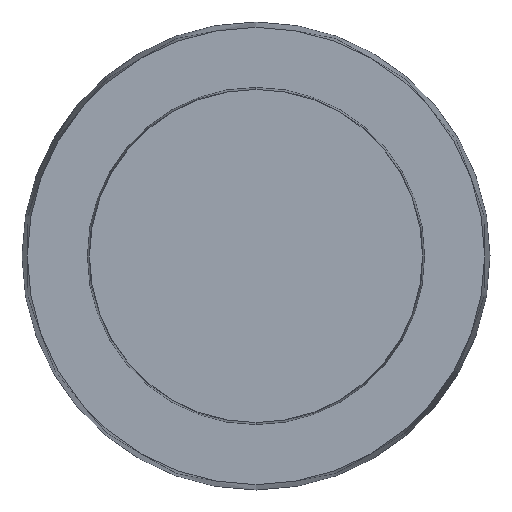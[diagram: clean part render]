
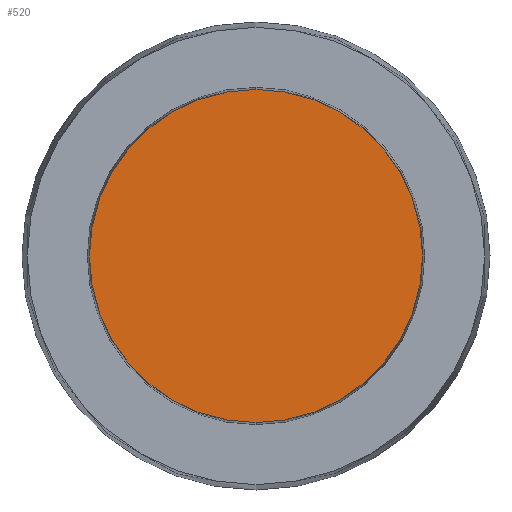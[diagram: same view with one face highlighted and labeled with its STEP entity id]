
A CAD part, front view. The second image highlights one B-rep face of the part: STEP entity #520.
In plain terms, the highlighted planar face has unit normal (0, -1, 0).
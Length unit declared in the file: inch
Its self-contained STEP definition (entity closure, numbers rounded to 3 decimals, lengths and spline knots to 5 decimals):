
#5 = DIRECTION ( 'NONE',  ( 0., 0., -1. ) ) ;
#9 = EDGE_LOOP ( 'NONE', ( #681, #496 ) ) ;
#17 = DIRECTION ( 'NONE',  ( 0., -1., 0. ) ) ;
#32 = CIRCLE ( 'NONE', #670, 0.05446 ) ;
#119 = FACE_OUTER_BOUND ( 'NONE', #9, .T. ) ;
#227 = CARTESIAN_POINT ( 'NONE',  ( 0., -0.075, 0. ) ) ;
#252 = DIRECTION ( 'NONE',  ( 0., 0., -1. ) ) ;
#310 = CARTESIAN_POINT ( 'NONE',  ( 0., -0.075, 0. ) ) ;
#325 = DIRECTION ( 'NONE',  ( 0., 0., -1. ) ) ;
#329 = CIRCLE ( 'NONE', #650, 0.05446 ) ;
#454 = DIRECTION ( 'NONE',  ( 0., -1., 0. ) ) ;
#488 = EDGE_CURVE ( 'NONE', #542, #722, #329, .T. ) ;
#496 = ORIENTED_EDGE ( 'NONE', *, *, #905, .T. ) ;
#513 = CARTESIAN_POINT ( 'NONE',  ( 0., -0.075, 0.05446 ) ) ;
#520 = ADVANCED_FACE ( 'NONE', ( #119 ), #927, .T. ) ;
#542 = VERTEX_POINT ( 'NONE', #638 ) ;
#638 = CARTESIAN_POINT ( 'NONE',  ( 0., -0.075, -0.05446 ) ) ;
#650 = AXIS2_PLACEMENT_3D ( 'NONE', #934, #716, #325 ) ;
#670 = AXIS2_PLACEMENT_3D ( 'NONE', #227, #454, #5 ) ;
#681 = ORIENTED_EDGE ( 'NONE', *, *, #488, .T. ) ;
#716 = DIRECTION ( 'NONE',  ( 0., -1., 0. ) ) ;
#722 = VERTEX_POINT ( 'NONE', #513 ) ;
#905 = EDGE_CURVE ( 'NONE', #722, #542, #32, .T. ) ;
#927 = PLANE ( 'NONE',  #942 ) ;
#934 = CARTESIAN_POINT ( 'NONE',  ( 0., -0.075, 0. ) ) ;
#942 = AXIS2_PLACEMENT_3D ( 'NONE', #310, #17, #252 ) ;
